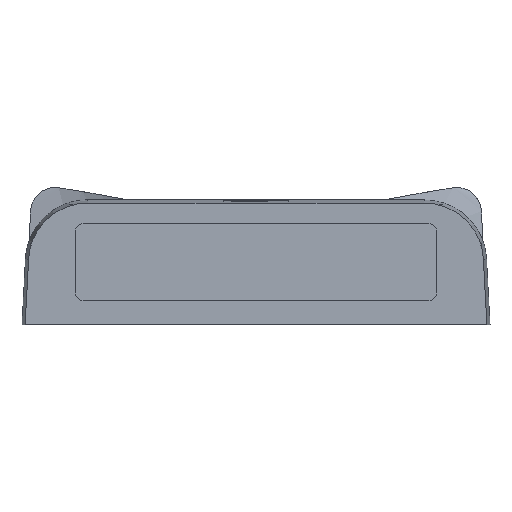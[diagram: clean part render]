
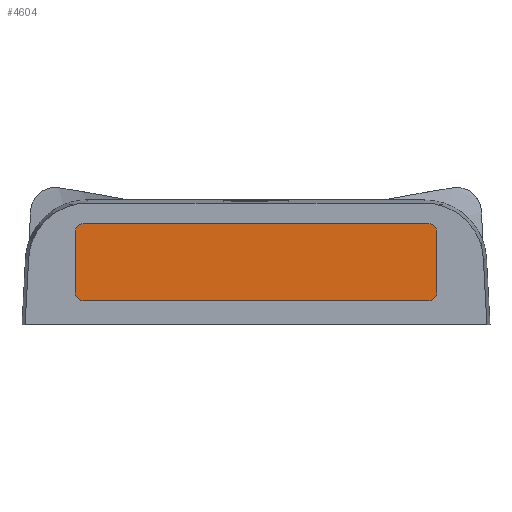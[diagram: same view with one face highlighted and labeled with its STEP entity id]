
A CAD part, front view. The second image highlights one B-rep face of the part: STEP entity #4604.
In plain terms, the highlighted planar face has unit normal (0, -1, 0).
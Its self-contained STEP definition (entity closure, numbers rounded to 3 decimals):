
#4604=ADVANCED_FACE('',(#9985),#9986,.T.);
#9985=FACE_OUTER_BOUND('',#16174,.T.);
#9986=PLANE('',#16175);
#16174=EDGE_LOOP('',(#30456,#30457,#30458,#30459,#30460,#30461,#30462,#30463));
#16175=AXIS2_PLACEMENT_3D('',#30464,#30465,#30466);
#30456=ORIENTED_EDGE('',*,*,#42605,.T.);
#30457=ORIENTED_EDGE('',*,*,#42606,.T.);
#30458=ORIENTED_EDGE('',*,*,#42607,.T.);
#30459=ORIENTED_EDGE('',*,*,#42603,.T.);
#30460=ORIENTED_EDGE('',*,*,#42599,.F.);
#30461=ORIENTED_EDGE('',*,*,#42608,.F.);
#30462=ORIENTED_EDGE('',*,*,#42609,.F.);
#30463=ORIENTED_EDGE('',*,*,#42610,.T.);
#30464=CARTESIAN_POINT('',(234.604,4.5,0.0));
#30465=DIRECTION('',(0.0,-1.0,0.0));
#30466=DIRECTION('',(0.0,0.0,-1.0));
#42599=EDGE_CURVE('',#52432,#52434,#52435,.T.);
#42603=EDGE_CURVE('',#52438,#52434,#52440,.T.);
#42605=EDGE_CURVE('',#52442,#52443,#52444,.T.);
#42606=EDGE_CURVE('',#52443,#52445,#52446,.T.);
#42607=EDGE_CURVE('',#52445,#52438,#52447,.T.);
#42608=EDGE_CURVE('',#52448,#52432,#52449,.T.);
#42609=EDGE_CURVE('',#52450,#52448,#52451,.T.);
#42610=EDGE_CURVE('',#52450,#52442,#52452,.T.);
#52432=VERTEX_POINT('',#68255);
#52434=VERTEX_POINT('',#68258);
#52435=CIRCLE('',#68259,8.0);
#52438=VERTEX_POINT('',#68263);
#52440=LINE('',#68266,#68267);
#52442=VERTEX_POINT('',#68269);
#52443=VERTEX_POINT('',#68270);
#52444=CIRCLE('',#68271,8.0);
#52445=VERTEX_POINT('',#68272);
#52446=LINE('',#68273,#68274);
#52447=CIRCLE('',#68275,8.0);
#52448=VERTEX_POINT('',#68276);
#52449=LINE('',#68277,#68278);
#52450=VERTEX_POINT('',#68279);
#52451=CIRCLE('',#68280,8.0);
#52452=LINE('',#68281,#68282);
#68255=CARTESIAN_POINT('',(415.79,4.5,31.814));
#68258=CARTESIAN_POINT('',(407.79,4.5,23.814));
#68259=AXIS2_PLACEMENT_3D('',#79632,#79633,#79634);
#68263=CARTESIAN_POINT('',(61.418,4.5,23.814));
#68266=CARTESIAN_POINT('',(61.418,4.5,23.814));
#68267=VECTOR('',#79637,346.372);
#68269=CARTESIAN_POINT('',(61.418,4.5,101.186));
#68270=CARTESIAN_POINT('',(53.418,4.5,93.186));
#68271=AXIS2_PLACEMENT_3D('',#79638,#79639,#79640);
#68272=CARTESIAN_POINT('',(53.418,4.5,31.814));
#68273=CARTESIAN_POINT('',(53.418,4.5,93.186));
#68274=VECTOR('',#79641,61.372);
#68275=AXIS2_PLACEMENT_3D('',#79642,#79643,#79644);
#68276=CARTESIAN_POINT('',(415.79,4.5,93.186));
#68277=CARTESIAN_POINT('',(415.79,4.5,93.186));
#68278=VECTOR('',#79645,61.372);
#68279=CARTESIAN_POINT('',(407.79,4.5,101.186));
#68280=AXIS2_PLACEMENT_3D('',#79646,#79647,#79648);
#68281=CARTESIAN_POINT('',(407.79,4.5,101.186));
#68282=VECTOR('',#79649,346.372);
#79632=CARTESIAN_POINT('',(407.79,4.5,31.814));
#79633=DIRECTION('',(-0.0,1.0,0.0));
#79634=DIRECTION('',(1.0,0.0,0.0));
#79637=DIRECTION('',(1.0,0.0,0.0));
#79638=CARTESIAN_POINT('',(61.418,4.5,93.186));
#79639=DIRECTION('',(0.0,-1.0,0.0));
#79640=DIRECTION('',(0.,0.0,1.0));
#79641=DIRECTION('',(0.0,0.0,-1.0));
#79642=CARTESIAN_POINT('',(61.418,4.5,31.814));
#79643=DIRECTION('',(0.0,-1.0,0.0));
#79644=DIRECTION('',(-1.0,0.0,0.0));
#79645=DIRECTION('',(0.0,0.0,-1.0));
#79646=CARTESIAN_POINT('',(407.79,4.5,93.186));
#79647=DIRECTION('',(0.0,1.0,0.0));
#79648=DIRECTION('',(0.,0.0,1.0));
#79649=DIRECTION('',(-1.0,0.0,0.0));
